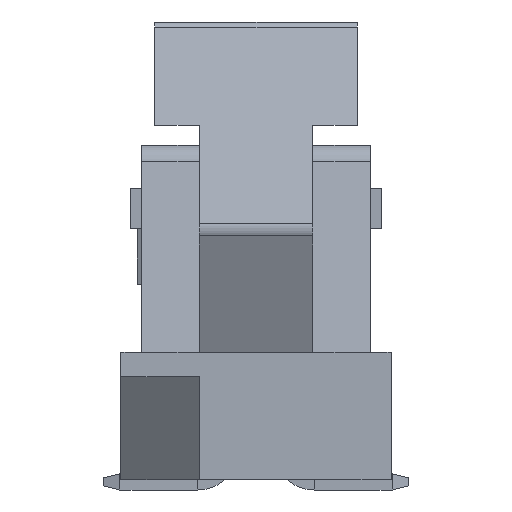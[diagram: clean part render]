
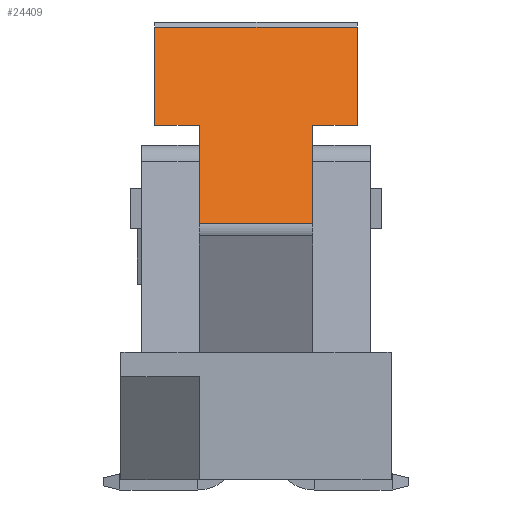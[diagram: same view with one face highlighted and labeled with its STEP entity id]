
A CAD part, left-side view. The second image highlights one B-rep face of the part: STEP entity #24409.
In plain terms, the highlighted planar face has unit normal (-0.936, 0, 0.351).
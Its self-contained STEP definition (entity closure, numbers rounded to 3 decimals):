
#24316=CARTESIAN_POINT('',(-13.775,-2.5,5.604));
#24317=VERTEX_POINT('',#24316);
#24324=CARTESIAN_POINT('',(-13.776,-1.4,5.6));
#24325=VERTEX_POINT('',#24324);
#24326=CARTESIAN_POINT('',(-13.775,-2.5,5.604));
#24327=DIRECTION('',(-0.001,1.,-0.003));
#24328=VECTOR('',#24327,1.1);
#24329=LINE('',#24326,#24328);
#24330=EDGE_CURVE('',#24317,#24325,#24329,.T.);
#24347=CARTESIAN_POINT('',(-13.775,0.,5.604));
#24348=DIRECTION('',(0.351,0.,0.936));
#24349=DIRECTION('',(-0.936,0.,0.351));
#24350=AXIS2_PLACEMENT_3D('',#24347,#24349,#24348);
#24351=PLANE('',#24350);
#24352=ORIENTED_EDGE('',*,*,#24330,.F.);
#24353=CARTESIAN_POINT('',(-12.869,-2.5,8.02));
#24354=VERTEX_POINT('',#24353);
#24355=CARTESIAN_POINT('',(-13.775,-2.5,5.604));
#24356=DIRECTION('',(0.351,0.,0.936));
#24357=VECTOR('',#24356,2.58);
#24358=LINE('',#24355,#24357);
#24359=EDGE_CURVE('',#24317,#24354,#24358,.T.);
#24360=ORIENTED_EDGE('',*,*,#24359,.T.);
#24361=CARTESIAN_POINT('',(-12.869,2.5,8.02));
#24362=VERTEX_POINT('',#24361);
#24363=CARTESIAN_POINT('',(-12.869,-2.5,8.02));
#24364=DIRECTION('',(0.,1.,0.));
#24365=VECTOR('',#24364,5.);
#24366=LINE('',#24363,#24365);
#24367=EDGE_CURVE('',#24354,#24362,#24366,.T.);
#24368=ORIENTED_EDGE('',*,*,#24367,.T.);
#24369=CARTESIAN_POINT('',(-13.775,2.5,5.604));
#24370=VERTEX_POINT('',#24369);
#24371=CARTESIAN_POINT('',(-12.869,2.5,8.02));
#24372=DIRECTION('',(-0.351,0.,-0.936));
#24373=VECTOR('',#24372,2.58);
#24374=LINE('',#24371,#24373);
#24375=EDGE_CURVE('',#24362,#24370,#24374,.T.);
#24376=ORIENTED_EDGE('',*,*,#24375,.T.);
#24377=CARTESIAN_POINT('',(-13.776,1.4,5.6));
#24378=VERTEX_POINT('',#24377);
#24379=CARTESIAN_POINT('',(-13.776,1.4,5.6));
#24380=DIRECTION('',(0.001,1.,0.003));
#24381=VECTOR('',#24380,1.1);
#24382=LINE('',#24379,#24381);
#24383=EDGE_CURVE('',#24378,#24370,#24382,.T.);
#24384=ORIENTED_EDGE('',*,*,#24383,.F.);
#24385=CARTESIAN_POINT('',(-14.681,1.4,3.188));
#24386=VERTEX_POINT('',#24385);
#24387=CARTESIAN_POINT('',(-14.681,1.4,3.188));
#24388=DIRECTION('',(0.351,0.,0.936));
#24389=VECTOR('',#24388,2.576);
#24390=LINE('',#24387,#24389);
#24391=EDGE_CURVE('',#24386,#24378,#24390,.T.);
#24392=ORIENTED_EDGE('',*,*,#24391,.F.);
#24393=CARTESIAN_POINT('',(-14.681,-1.4,3.188));
#24394=VERTEX_POINT('',#24393);
#24395=CARTESIAN_POINT('',(-14.681,-1.4,3.188));
#24396=DIRECTION('',(0.,1.,0.));
#24397=VECTOR('',#24396,2.8);
#24398=LINE('',#24395,#24397);
#24399=EDGE_CURVE('',#24394,#24386,#24398,.T.);
#24400=ORIENTED_EDGE('',*,*,#24399,.F.);
#24401=CARTESIAN_POINT('',(-13.776,-1.4,5.6));
#24402=DIRECTION('',(-0.351,0.,-0.936));
#24403=VECTOR('',#24402,2.576);
#24404=LINE('',#24401,#24403);
#24405=EDGE_CURVE('',#24325,#24394,#24404,.T.);
#24406=ORIENTED_EDGE('',*,*,#24405,.F.);
#24407=EDGE_LOOP('',(#24352,#24360,#24368,#24376,#24384,#24392,#24400,#24406));
#24408=FACE_OUTER_BOUND('',#24407,.T.);
#24409=ADVANCED_FACE('',(#24408),#24351,.T.);
